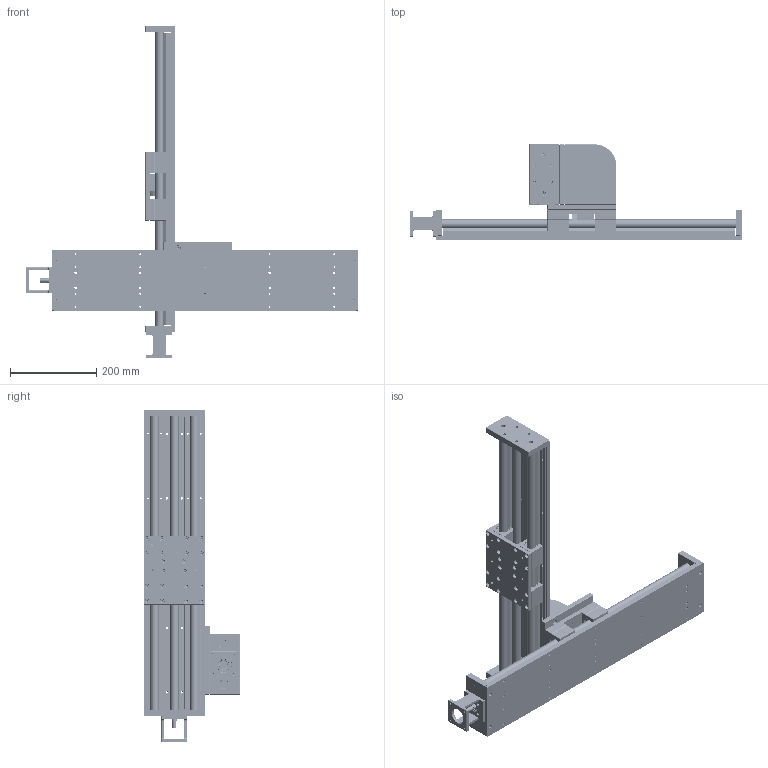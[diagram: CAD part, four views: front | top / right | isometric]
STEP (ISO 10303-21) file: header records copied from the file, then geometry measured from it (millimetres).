
FILE_DESCRIPTION (( 'STEP AP214' ), '1' );
FILE_NAME ('SBR140唑旋郪磁.step', '2023-07-04T01:00:21', ( '' ), ( '' ), 'SwSTEP 2.0', 'SolidWorks 2020', '' );
FILE_SCHEMA (( 'AUTOMOTIVE_DESIGN' ));
Length unit declared in the file: millimetre
Products named in the file (18): SBR140唑旋郪磁; 賑輸啣; SBR140唑旋蟀諉啣2; SBR140唑旋蟀諉啣1; SBR20; 20蹟譫; deep groove ball bearings gb_Rolling bearings 6001 GB 276-94; 20佪裝; ヶ傷裔; SBR20菁釱; SBR140唑旋蟀諉啣3; 20蹟譫釱; 華啣; SBR140; 20嫖粣; DB57萇儂釱; 傷裔
Assembly tree (24 placements, depth 4):
  SBR140唑旋郪磁
    SBR140  x2
      華啣
      ヶ傷裔
      deep groove ball bearings gb_Rolling bearings 6001 GB 276-94
      DB57萇儂釱
      20佪裝
      傷裔
      SBR20
        SBR20菁釱
        20嫖粣
      SBR20
      20蹟譫
      20蹟譫釱
      賑輸啣
    SBR140唑旋蟀諉啣1
    SBR140唑旋蟀諉啣2
    SBR140唑旋蟀諉啣3
Bounding box: 770 x 222 x 770 mm (x, y, z)
Volume: 6787127.4 mm3; surface area: 1660197.6 mm2
Topology: 41 solids, 41 shells, 3822 faces, 10596 edges, 6534 vertices
Faces by surface type: plane 1263, cylinder 1129, cone 926, torus 332, sphere 168, bspline 4
Entity records: 47024 total; most frequent: CARTESIAN_POINT 11719, DIRECTION 7375, ORIENTED_EDGE 6750, EDGE_CURVE 3375, AXIS2_PLACEMENT_3D 2876, VERTEX_POINT 2076, EDGE_LOOP 1699, VECTOR 1623
